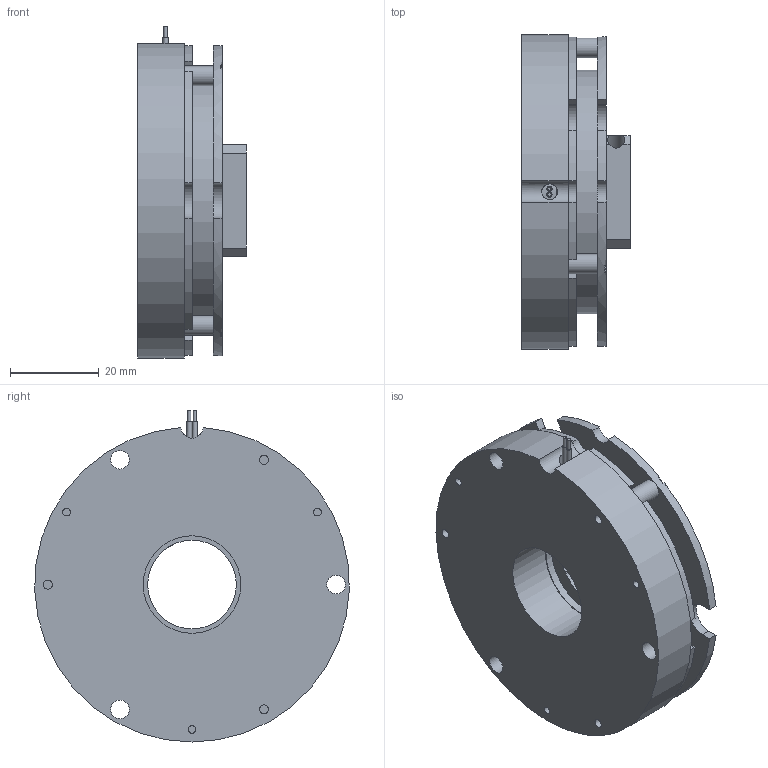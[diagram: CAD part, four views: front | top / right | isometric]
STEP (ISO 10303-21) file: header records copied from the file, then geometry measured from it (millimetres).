
FILE_DESCRIPTION (( 'STEP AP203' ), '1' );
FILE_NAME ('UTSEB-280-24-M20.STEP', '2019-06-10T15:26:42', ( '' ), ( '' ), 'SwSTEP 2.0', 'SolidWorks 2019', '' );
FILE_SCHEMA (( 'CONFIG_CONTROL_DESIGN' ));
Length unit declared in the file: inch
Products named in the file (1): UTSEB-280-24-M20
Bounding box: 24.5 x 70.96 x 74.87 mm (x, y, z)
Volume: 54363.6 mm3; surface area: 39365.5 mm2
Topology: 12 solids, 12 shells, 180 faces, 439 edges, 289 vertices
Faces by surface type: plane 104, cylinder 64, torus 6, cone 6
Full cylindrical faces by diameter (mm): 0.762 x2, 1.168 x2, 1.727 x3, 2.05 x3, 2.489 x3, 2.743 x3, 3.1 x3, 3.378 x3, 3.556 x1, 4 x2, 4.2 x3, 4.445 x3, 20 x1, 22 x2, 24.86 x1, 25.368 x1, 37 x1, 54 x1, 55 x2
Entity records: 5359 total; most frequent: CARTESIAN_POINT 1119, DIRECTION 866, ORIENTED_EDGE 756, EDGE_CURVE 378, AXIS2_PLACEMENT_3D 320, EDGE_LOOP 287, VERTEX_POINT 281, LINE 226
